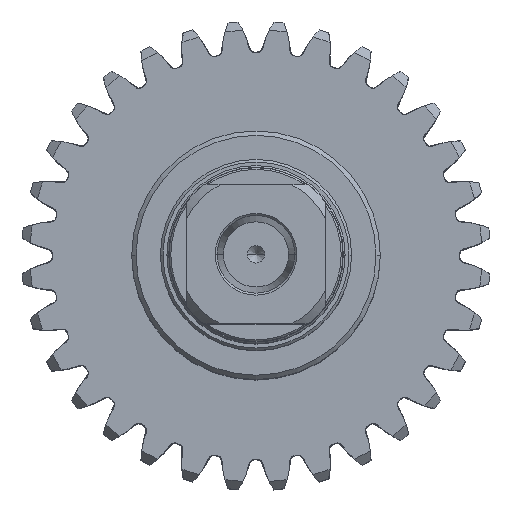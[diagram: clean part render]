
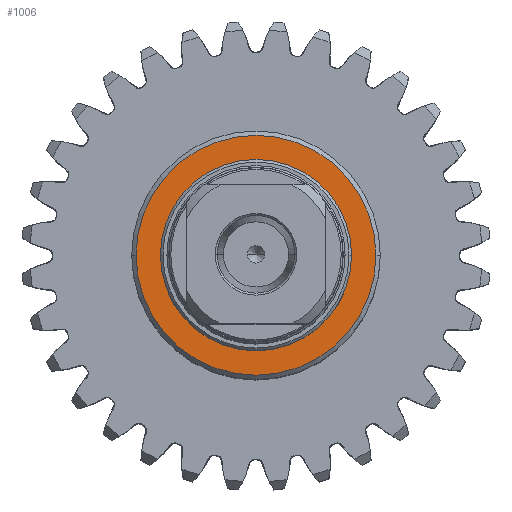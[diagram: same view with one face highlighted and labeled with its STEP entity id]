
A CAD part, top view. The second image highlights one B-rep face of the part: STEP entity #1006.
In plain terms, the highlighted planar face has unit normal (0, 0, 1).
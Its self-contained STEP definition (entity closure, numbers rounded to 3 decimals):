
#626=CARTESIAN_POINT(' ',(0.,0.,47.475));
#631=DIRECTION(' ',(0.,0.,-1.));
#636=DIRECTION(' ',(-1.,0.,0.));
#641=AXIS2_PLACEMENT_3D(' ',#626,#631,#636);
#646=CIRCLE('',#641,13.8);
#651=CARTESIAN_POINT(' ',(-13.8,0.,47.475));
#652=VERTEX_POINT(' ',#651);
#656=CARTESIAN_POINT(' ',(13.8,0.,47.475));
#657=VERTEX_POINT(' ',#656);
#661=EDGE_CURVE(' ',#652,#657,#646,.T.);
#841=DIRECTION(' ',(-0.,-0.,1.));
#846=CARTESIAN_POINT(' ',(13.8,-13.976,47.475));
#851=DIRECTION(' ',(0.,1.,0.));
#856=AXIS2_PLACEMENT_3D(' ',#846,#841,#851);
#861=PLANE('',#856);
#866=CARTESIAN_POINT(' ',(0.,0.,47.475));
#871=DIRECTION(' ',(0.,0.,1.));
#876=DIRECTION(' ',(-1.,0.,0.));
#881=AXIS2_PLACEMENT_3D(' ',#866,#871,#876);
#886=CIRCLE('',#881,13.8);
#891=EDGE_CURVE(' ',#652,#657,#886,.T.);
#896=ORIENTED_EDGE(' ',*,*,#891,.T.);
#901=ORIENTED_EDGE(' ',*,*,#661,.F.);
#906=EDGE_LOOP(' ',(#896,#901));
#911=FACE_OUTER_BOUND(' ',#906,.T.);
#916=CARTESIAN_POINT(' ',(0.,0.,47.475));
#921=DIRECTION(' ',(0.,-0.,-1.));
#926=DIRECTION(' ',(-1.,0.,0.));
#931=AXIS2_PLACEMENT_3D(' ',#916,#921,#926);
#936=CIRCLE('',#931,10.7);
#941=CARTESIAN_POINT(' ',(-10.7,0.,47.475));
#942=VERTEX_POINT(' ',#941);
#946=CARTESIAN_POINT(' ',(10.7,0.,47.475));
#947=VERTEX_POINT(' ',#946);
#951=EDGE_CURVE(' ',#942,#947,#936,.T.);
#956=ORIENTED_EDGE(' ',*,*,#951,.T.);
#961=CARTESIAN_POINT(' ',(0.,0.,47.475));
#966=DIRECTION(' ',(0.,0.,-1.));
#971=DIRECTION(' ',(1.,0.,0.));
#976=AXIS2_PLACEMENT_3D(' ',#961,#966,#971);
#981=CIRCLE('',#976,10.7);
#986=EDGE_CURVE(' ',#947,#942,#981,.T.);
#991=ORIENTED_EDGE(' ',*,*,#986,.T.);
#996=EDGE_LOOP(' ',(#956,#991));
#1001=FACE_BOUND(' ',#996,.T.);
#1006=ADVANCED_FACE('NONE.2',(#911,#1001),#861,.T.);
